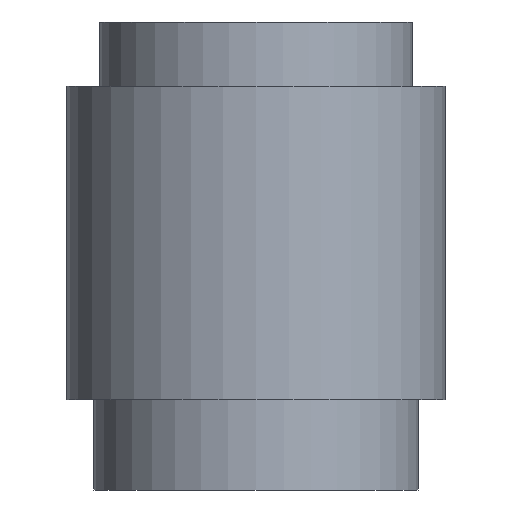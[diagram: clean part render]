
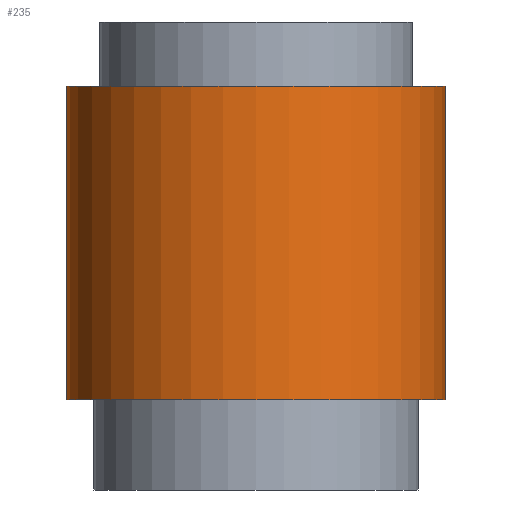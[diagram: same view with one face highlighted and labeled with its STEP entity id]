
A CAD part, front view. The second image highlights one B-rep face of the part: STEP entity #235.
In plain terms, the highlighted cylindrical face has radius 9.5 mm (diameter 19 mm), a partial arc.
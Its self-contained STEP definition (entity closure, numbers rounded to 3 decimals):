
#11 = CIRCLE ( 'NONE', #118, 9.5 ) ;
#38 = VECTOR ( 'NONE', #725, 1000. ) ;
#43 = CARTESIAN_POINT ( 'NONE',  ( 9.5, 0., 15.73 ) ) ;
#66 = AXIS2_PLACEMENT_3D ( 'NONE', #606, #785, #293 ) ;
#91 = DIRECTION ( 'NONE',  ( 1., 0., 0. ) ) ;
#118 = AXIS2_PLACEMENT_3D ( 'NONE', #596, #346, #91 ) ;
#131 = FACE_OUTER_BOUND ( 'NONE', #680, .T. ) ;
#171 = CARTESIAN_POINT ( 'NONE',  ( 0., 0., 15.73 ) ) ;
#224 = VERTEX_POINT ( 'NONE', #764 ) ;
#235 = ADVANCED_FACE ( 'NONE', ( #131 ), #496, .T. ) ;
#246 = EDGE_CURVE ( 'NONE', #662, #224, #11, .T. ) ;
#247 = VECTOR ( 'NONE', #664, 1000. ) ;
#272 = DIRECTION ( 'NONE',  ( -1., 0., 0. ) ) ;
#278 = EDGE_CURVE ( 'NONE', #750, #662, #741, .T. ) ;
#293 = DIRECTION ( 'NONE',  ( 1., 0., 0. ) ) ;
#324 = CARTESIAN_POINT ( 'NONE',  ( 9.5, 0., 15.73 ) ) ;
#339 = AXIS2_PLACEMENT_3D ( 'NONE', #171, #588, #272 ) ;
#346 = DIRECTION ( 'NONE',  ( 0., 0., 1. ) ) ;
#357 = EDGE_CURVE ( 'NONE', #750, #420, #756, .T. ) ;
#362 = EDGE_CURVE ( 'NONE', #420, #224, #501, .T. ) ;
#401 = CARTESIAN_POINT ( 'NONE',  ( -9.5, 0., 15.73 ) ) ;
#420 = VERTEX_POINT ( 'NONE', #324 ) ;
#441 = ORIENTED_EDGE ( 'NONE', *, *, #362, .F. ) ;
#496 = CYLINDRICAL_SURFACE ( 'NONE', #339, 9.5 ) ;
#501 = LINE ( 'NONE', #43, #38 ) ;
#516 = CARTESIAN_POINT ( 'NONE',  ( -9.5, 0., 15.73 ) ) ;
#517 = ORIENTED_EDGE ( 'NONE', *, *, #246, .T. ) ;
#588 = DIRECTION ( 'NONE',  ( 0., 0., -1. ) ) ;
#596 = CARTESIAN_POINT ( 'NONE',  ( 0., 0., 0. ) ) ;
#606 = CARTESIAN_POINT ( 'NONE',  ( 0., 0., 15.73 ) ) ;
#632 = ORIENTED_EDGE ( 'NONE', *, *, #278, .T. ) ;
#662 = VERTEX_POINT ( 'NONE', #682 ) ;
#664 = DIRECTION ( 'NONE',  ( 0., 0., -1. ) ) ;
#680 = EDGE_LOOP ( 'NONE', ( #441, #733, #632, #517 ) ) ;
#682 = CARTESIAN_POINT ( 'NONE',  ( -9.5, 0., 0. ) ) ;
#725 = DIRECTION ( 'NONE',  ( 0., 0., -1. ) ) ;
#733 = ORIENTED_EDGE ( 'NONE', *, *, #357, .F. ) ;
#741 = LINE ( 'NONE', #401, #247 ) ;
#750 = VERTEX_POINT ( 'NONE', #516 ) ;
#756 = CIRCLE ( 'NONE', #66, 9.5 ) ;
#764 = CARTESIAN_POINT ( 'NONE',  ( 9.5, 0., 0. ) ) ;
#785 = DIRECTION ( 'NONE',  ( 0., 0., 1. ) ) ;
